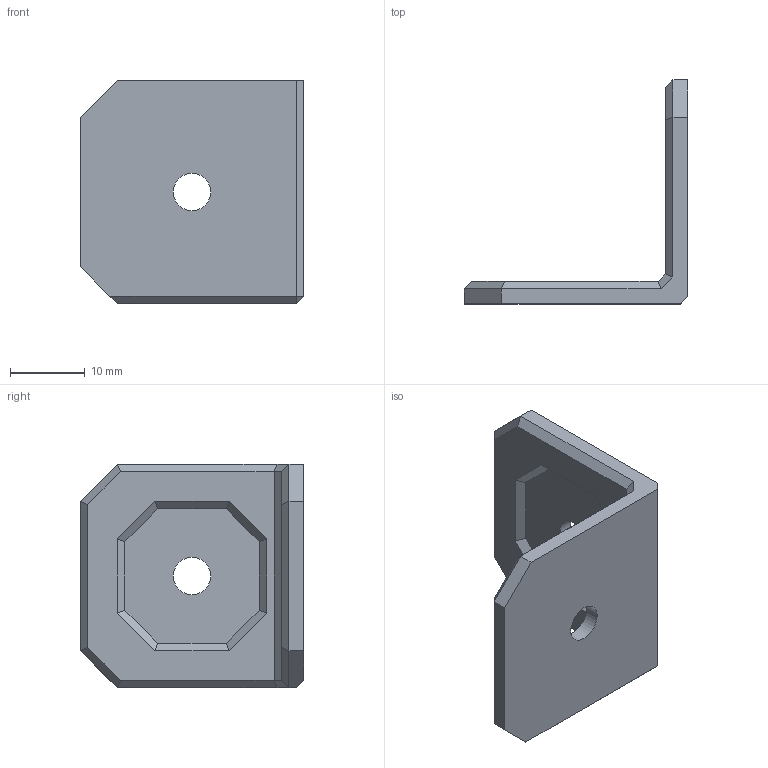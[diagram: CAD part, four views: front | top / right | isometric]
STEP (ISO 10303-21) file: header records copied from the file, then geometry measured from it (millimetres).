
FILE_DESCRIPTION(('STEP AP242'), '1');
FILE_NAME('Äåòàëü Ñîåäèíèòåëü 2 ñòåíêè', '', ('UNSPECIFIED'), ('UNSPECIFIED'), 'C3D Converter', 'C3D Toolkit', '');
FILE_SCHEMA(('AP242_MANAGED_MODEL_BASED_3D_ENGINEERING_MIM_LF { 1 0 10303 442 1 1 4 }'));
Length unit declared in the file: millimetre
Bounding box: 30 x 30 x 30 mm (x, y, z)
Volume: 4165.9 mm3; surface area: 3688.1 mm2
Topology: 1 solids, 1 shells, 49 faces, 120 edges, 75 vertices
Faces by surface type: plane 47, cylinder 2
Full cylindrical faces by diameter (mm): 5 x2
Entity records: 1828 total; most frequent: CARTESIAN_POINT 243, ORIENTED_EDGE 236, DIRECTION 222, EDGE_CURVE 118, LINE 114, VECTOR 114, VERTEX_POINT 75, EDGE_LOOP 57
